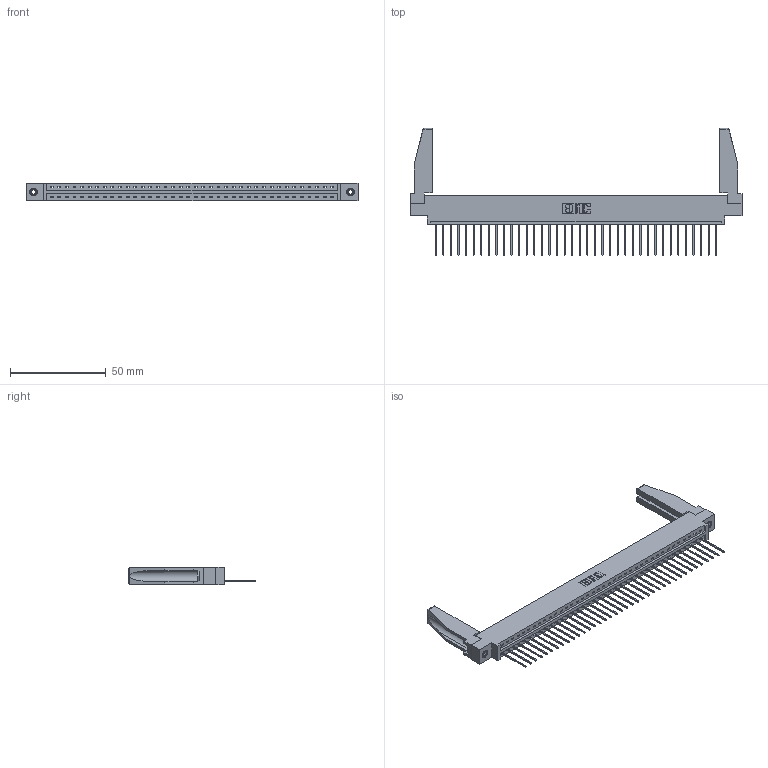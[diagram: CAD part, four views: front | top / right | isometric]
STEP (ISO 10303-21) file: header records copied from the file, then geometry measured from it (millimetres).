
FILE_DESCRIPTION (( 'STEP AP203' ), '1' );
FILE_NAME ('337-038-542-678.STEP', '2019-10-01T17:27:33', ( '' ), ( '' ), 'SwSTEP 2.0', 'SolidWorks 2016', '' );
FILE_SCHEMA (( 'CONFIG_CONTROL_DESIGN' ));
Length unit declared in the file: inch
Products named in the file (5): 337-038-542-678; 337 Part_0.170 Offset - 0.156 Dia-TI; 345-292-001_345-293-142; 307-220-078; 345-250-001_345-250-001-102
Assembly tree (43 placements, depth 2):
  337-038-542-678
    337 Part_0.170 Offset - 0.156 Dia-TI
    345-292-001_345-293-142  x38
    345-250-001_345-250-001-102  x2
    307-220-078  x2
Bounding box: 173.58 x 66.43 x 9.4 mm (x, y, z)
Volume: 21951.4 mm3; surface area: 23024.2 mm2
Topology: 43 solids, 43 shells, 2604 faces, 7797 edges, 5138 vertices
Faces by surface type: plane 1906, cylinder 682, cone 12, torus 4
Entity records: 31354 total; most frequent: CARTESIAN_POINT 5454, ORIENTED_EDGE 5384, DIRECTION 4608, EDGE_CURVE 2692, LINE 2526, VECTOR 2526, VERTEX_POINT 1788, AXIS2_PLACEMENT_3D 1041
